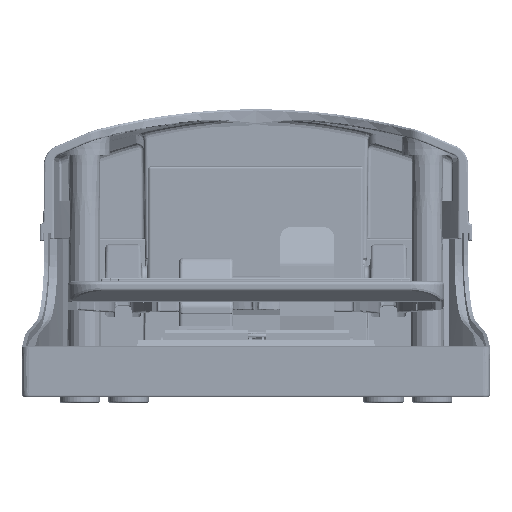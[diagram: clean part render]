
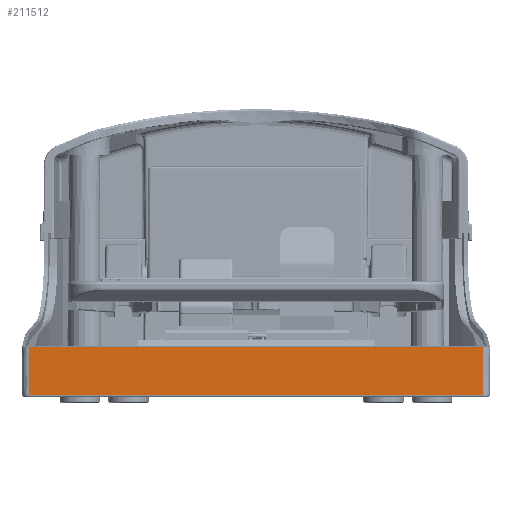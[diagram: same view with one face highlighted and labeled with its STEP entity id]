
A CAD part, left-side view. The second image highlights one B-rep face of the part: STEP entity #211512.
In plain terms, the highlighted planar face has unit normal (-1, 0, 0).
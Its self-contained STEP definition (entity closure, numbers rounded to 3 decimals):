
#4109 = DIRECTION ( 'NONE',  ( 1., 0., 0. ) ) ;
#7487 = DIRECTION ( 'NONE',  ( 0., 1., 0. ) ) ;
#12510 = AXIS2_PLACEMENT_3D ( 'NONE', #254525, #4109, #25129 ) ;
#24452 = EDGE_CURVE ( 'NONE', #87573, #240114, #102209, .T. ) ;
#25129 = DIRECTION ( 'NONE',  ( 0., 1., 0. ) ) ;
#27216 = EDGE_CURVE ( 'NONE', #66317, #87573, #134042, .T. ) ;
#66317 = VERTEX_POINT ( 'NONE', #243200 ) ;
#75149 = DIRECTION ( 'NONE',  ( 0., 0.009, -1. ) ) ;
#78446 = VECTOR ( 'NONE', #75149, 1000. ) ;
#81771 = ORIENTED_EDGE ( 'NONE', *, *, #111283, .T. ) ;
#85952 = VECTOR ( 'NONE', #7487, 1000. ) ;
#87573 = VERTEX_POINT ( 'NONE', #190188 ) ;
#93391 = CARTESIAN_POINT ( 'NONE',  ( -1., -67.706, 14.836 ) ) ;
#100035 = CARTESIAN_POINT ( 'NONE',  ( -1., 67.644, 7.788 ) ) ;
#102209 = LINE ( 'NONE', #195611, #85952 ) ;
#102998 = VERTEX_POINT ( 'NONE', #167387 ) ;
#111283 = EDGE_CURVE ( 'NONE', #66317, #102998, #163814, .T. ) ;
#124486 = VECTOR ( 'NONE', #249406, 1000. ) ;
#125641 = FACE_OUTER_BOUND ( 'NONE', #133886, .T. ) ;
#129614 = ORIENTED_EDGE ( 'NONE', *, *, #138660, .F. ) ;
#133886 = EDGE_LOOP ( 'NONE', ( #81771, #129614, #216297, #234075 ) ) ;
#134042 = LINE ( 'NONE', #93391, #78446 ) ;
#138660 = EDGE_CURVE ( 'NONE', #240114, #102998, #149116, .T. ) ;
#146113 = CARTESIAN_POINT ( 'NONE',  ( -1., 70.088, 14.836 ) ) ;
#149116 = LINE ( 'NONE', #100035, #220904 ) ;
#150318 = PLANE ( 'NONE',  #12510 ) ;
#163814 = LINE ( 'NONE', #146113, #124486 ) ;
#167387 = CARTESIAN_POINT ( 'NONE',  ( -1., 67.706, 14.836 ) ) ;
#190188 = CARTESIAN_POINT ( 'NONE',  ( -1., -67.58, 0.5 ) ) ;
#195611 = CARTESIAN_POINT ( 'NONE',  ( -1., -69.797, 0.5 ) ) ;
#205933 = DIRECTION ( 'NONE',  ( 0., 0.009, 1. ) ) ;
#211512 = ADVANCED_FACE ( 'NONE', ( #125641 ), #150318, .F. ) ;
#213902 = CARTESIAN_POINT ( 'NONE',  ( -1., 67.58, 0.5 ) ) ;
#216297 = ORIENTED_EDGE ( 'NONE', *, *, #24452, .F. ) ;
#220904 = VECTOR ( 'NONE', #205933, 1000. ) ;
#234075 = ORIENTED_EDGE ( 'NONE', *, *, #27216, .F. ) ;
#240114 = VERTEX_POINT ( 'NONE', #213902 ) ;
#243200 = CARTESIAN_POINT ( 'NONE',  ( -1., -67.706, 14.836 ) ) ;
#249406 = DIRECTION ( 'NONE',  ( 0., 1., 0. ) ) ;
#254525 = CARTESIAN_POINT ( 'NONE',  ( -1., -69.797, 49. ) ) ;
